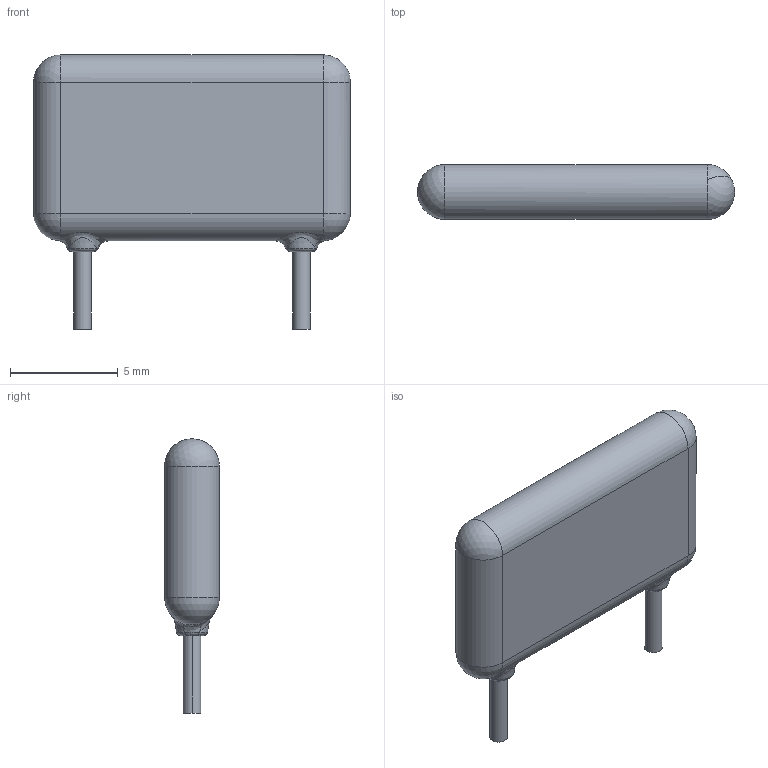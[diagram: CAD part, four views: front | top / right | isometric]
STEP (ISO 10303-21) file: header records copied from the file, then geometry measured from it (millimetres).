
FILE_DESCRIPTION((''),'2;1');
FILE_NAME('RES_OHMITE_SM10203.stp','2012-05-22T12:34:48',(''),(''),'Mechanical Desktop 2011','Mechanical Desktop 2011',', , ');
FILE_SCHEMA(('AUTOMOTIVE_DESIGN { 1 2 10303 214 1 1 1 1 }'));
Length unit declared in the file: millimetre
Products named in the file (1): Product
Bounding box: 14.73 x 2.54 x 12.74 mm (x, y, z)
Volume: 296 mm3; surface area: 339.3 mm2
Topology: 3 solids, 3 shells, 37 faces, 80 edges, 47 vertices
Faces by surface type: bspline 10, cylinder 8, plane 6, sphere 5, torus 4, cone 4
Entity records: 2254 total; most frequent: CARTESIAN_POINT 1451, ORIENTED_EDGE 156, DIRECTION 152, EDGE_CURVE 78, AXIS2_PLACEMENT_3D 70, VERTEX_POINT 47, CIRCLE 42, EDGE_LOOP 37
